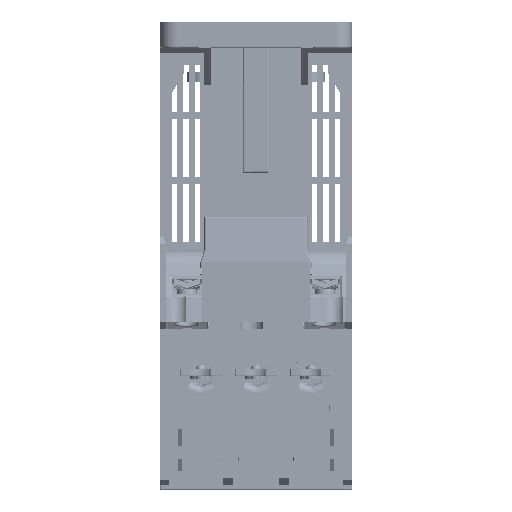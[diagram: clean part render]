
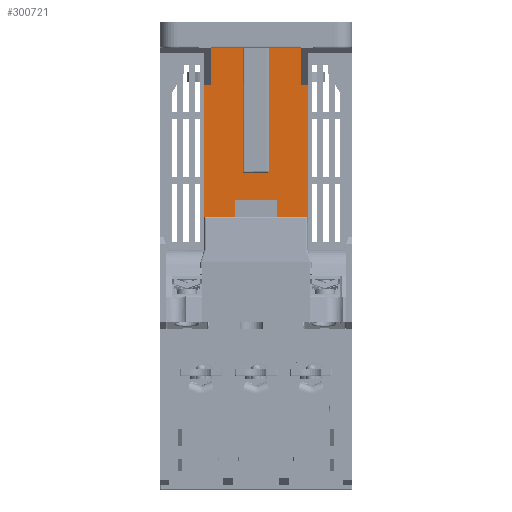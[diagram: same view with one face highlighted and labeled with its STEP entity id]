
A CAD part, left-side view. The second image highlights one B-rep face of the part: STEP entity #300721.
In plain terms, the highlighted planar face has unit normal (-1, 0, 0).
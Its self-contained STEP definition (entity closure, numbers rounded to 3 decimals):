
#282431=CARTESIAN_POINT('',(-33.,12.8,69.5));
#282432=VERTEX_POINT('',#282431);
#282439=CARTESIAN_POINT('',(-33.,3.75,69.5));
#282440=VERTEX_POINT('',#282439);
#282441=CARTESIAN_POINT('',(-33.,3.75,69.5));
#282442=DIRECTION('',(0.0,1.0,0.0));
#282443=VECTOR('',#282442,9.05);
#282444=LINE('',#282441,#282443);
#282445=EDGE_CURVE('',#282440,#282432,#282444,.T.);
#282481=CARTESIAN_POINT('',(-33.,-3.75,69.5));
#282482=VERTEX_POINT('',#282481);
#282489=CARTESIAN_POINT('',(-33.,-12.8,69.5));
#282490=VERTEX_POINT('',#282489);
#282491=CARTESIAN_POINT('',(-33.,-12.8,69.5));
#282492=DIRECTION('',(0.0,1.0,0.0));
#282493=VECTOR('',#282492,9.05);
#282494=LINE('',#282491,#282493);
#282495=EDGE_CURVE('',#282490,#282482,#282494,.T.);
#283837=CARTESIAN_POINT('',(-33.,-14.8,59.));
#283838=VERTEX_POINT('',#283837);
#283845=CARTESIAN_POINT('',(-33.,-14.8,21.2));
#283846=VERTEX_POINT('',#283845);
#283847=CARTESIAN_POINT('',(-33.,-14.8,59.));
#283848=DIRECTION('',(0.0,0.0,-1.0));
#283849=VECTOR('',#283848,37.8);
#283850=LINE('',#283847,#283849);
#283851=EDGE_CURVE('',#283838,#283846,#283850,.T.);
#284753=CARTESIAN_POINT('',(-33.,-3.25,33.8));
#284754=VERTEX_POINT('',#284753);
#284755=CARTESIAN_POINT('',(-33.,-3.75,34.3));
#284756=VERTEX_POINT('',#284755);
#284757=CARTESIAN_POINT('',(-33.,-3.25,34.3));
#284758=DIRECTION('',(1.0,0.0,0.0));
#284759=DIRECTION('',(0.0,-0.707,-0.707));
#284760=AXIS2_PLACEMENT_3D('',#284757,#284758,#284759);
#284761=CIRCLE('',#284760,0.5);
#284762=EDGE_CURVE('',#284754,#284756,#284761,.F.);
#284863=CARTESIAN_POINT('',(-33.,-3.75,69.5));
#284864=DIRECTION('',(0.0,0.0,-1.0));
#284865=VECTOR('',#284864,35.2);
#284866=LINE('',#284863,#284865);
#284867=EDGE_CURVE('',#282482,#284756,#284866,.T.);
#284880=CARTESIAN_POINT('',(-33.,3.75,33.8));
#284881=VERTEX_POINT('',#284880);
#284888=CARTESIAN_POINT('',(-33.,-3.25,33.8));
#284889=DIRECTION('',(0.0,1.0,0.0));
#284890=VECTOR('',#284889,7.);
#284891=LINE('',#284888,#284890);
#284892=EDGE_CURVE('',#284754,#284881,#284891,.T.);
#284938=CARTESIAN_POINT('',(-33.,3.75,33.8));
#284939=DIRECTION('',(0.0,0.0,1.0));
#284940=VECTOR('',#284939,35.7);
#284941=LINE('',#284938,#284940);
#284942=EDGE_CURVE('',#284881,#282440,#284941,.T.);
#285062=CARTESIAN_POINT('',(-33.,-5.95,21.2));
#285063=VERTEX_POINT('',#285062);
#285064=CARTESIAN_POINT('',(-33.,-14.8,21.2));
#285065=DIRECTION('',(0.0,1.0,0.0));
#285066=VECTOR('',#285065,8.85);
#285067=LINE('',#285064,#285066);
#285068=EDGE_CURVE('',#283846,#285063,#285067,.T.);
#285086=CARTESIAN_POINT('',(-33.,5.95,21.2));
#285087=VERTEX_POINT('',#285086);
#285094=CARTESIAN_POINT('',(-33.,14.8,21.2));
#285095=VERTEX_POINT('',#285094);
#285096=CARTESIAN_POINT('',(-33.,5.95,21.2));
#285097=DIRECTION('',(0.0,1.0,0.0));
#285098=VECTOR('',#285097,8.85);
#285099=LINE('',#285096,#285098);
#285100=EDGE_CURVE('',#285087,#285095,#285099,.T.);
#300571=CARTESIAN_POINT('',(-33.,5.95,26.));
#300572=VERTEX_POINT('',#300571);
#300579=CARTESIAN_POINT('',(-33.,5.95,21.2));
#300580=DIRECTION('',(0.0,0.0,1.0));
#300581=VECTOR('',#300580,4.8);
#300582=LINE('',#300579,#300581);
#300583=EDGE_CURVE('',#285087,#300572,#300582,.T.);
#300602=CARTESIAN_POINT('',(-33.,-5.95,26.));
#300603=VERTEX_POINT('',#300602);
#300610=CARTESIAN_POINT('',(-33.,5.95,26.));
#300611=DIRECTION('',(0.0,-1.0,0.0));
#300612=VECTOR('',#300611,11.9);
#300613=LINE('',#300610,#300612);
#300614=EDGE_CURVE('',#300572,#300603,#300613,.T.);
#300632=CARTESIAN_POINT('',(-33.,-5.95,26.));
#300633=DIRECTION('',(0.0,0.0,-1.0));
#300634=VECTOR('',#300633,4.8);
#300635=LINE('',#300632,#300634);
#300636=EDGE_CURVE('',#300603,#285063,#300635,.T.);
#300666=CARTESIAN_POINT('',(-33.,14.8,21.2));
#300667=DIRECTION('',(1.0,0.0,0.0));
#300668=DIRECTION('',(0.0,0.0,-1.0));
#300669=AXIS2_PLACEMENT_3D('',#300666,#300667,#300668);
#300670=PLANE('',#300669);
#300671=ORIENTED_EDGE('',*,*,#300614,.T.);
#300672=ORIENTED_EDGE('',*,*,#300636,.T.);
#300673=ORIENTED_EDGE('',*,*,#285068,.F.);
#300674=ORIENTED_EDGE('',*,*,#283851,.F.);
#300675=CARTESIAN_POINT('',(-33.,-12.8,59.));
#300676=VERTEX_POINT('',#300675);
#300677=CARTESIAN_POINT('',(-33.,-14.8,59.));
#300678=DIRECTION('',(0.0,1.0,0.0));
#300679=VECTOR('',#300678,2.0);
#300680=LINE('',#300677,#300679);
#300681=EDGE_CURVE('',#283838,#300676,#300680,.T.);
#300682=ORIENTED_EDGE('',*,*,#300681,.T.);
#300683=CARTESIAN_POINT('',(-33.,-12.8,59.));
#300684=DIRECTION('',(0.0,0.0,1.0));
#300685=VECTOR('',#300684,10.5);
#300686=LINE('',#300683,#300685);
#300687=EDGE_CURVE('',#300676,#282490,#300686,.T.);
#300688=ORIENTED_EDGE('',*,*,#300687,.T.);
#300689=ORIENTED_EDGE('',*,*,#282495,.T.);
#300690=ORIENTED_EDGE('',*,*,#284867,.T.);
#300691=ORIENTED_EDGE('',*,*,#284762,.F.);
#300692=ORIENTED_EDGE('',*,*,#284892,.T.);
#300693=ORIENTED_EDGE('',*,*,#284942,.T.);
#300694=ORIENTED_EDGE('',*,*,#282445,.T.);
#300695=CARTESIAN_POINT('',(-33.,12.8,59.));
#300696=VERTEX_POINT('',#300695);
#300697=CARTESIAN_POINT('',(-33.,12.8,69.5));
#300698=DIRECTION('',(0.0,0.0,-1.0));
#300699=VECTOR('',#300698,10.5);
#300700=LINE('',#300697,#300699);
#300701=EDGE_CURVE('',#282432,#300696,#300700,.T.);
#300702=ORIENTED_EDGE('',*,*,#300701,.T.);
#300703=CARTESIAN_POINT('',(-33.,14.8,59.));
#300704=VERTEX_POINT('',#300703);
#300705=CARTESIAN_POINT('',(-33.,12.8,59.));
#300706=DIRECTION('',(0.0,1.0,0.0));
#300707=VECTOR('',#300706,2.0);
#300708=LINE('',#300705,#300707);
#300709=EDGE_CURVE('',#300696,#300704,#300708,.T.);
#300710=ORIENTED_EDGE('',*,*,#300709,.T.);
#300711=CARTESIAN_POINT('',(-33.,14.8,21.2));
#300712=DIRECTION('',(0.0,0.0,1.0));
#300713=VECTOR('',#300712,37.8);
#300714=LINE('',#300711,#300713);
#300715=EDGE_CURVE('',#285095,#300704,#300714,.T.);
#300716=ORIENTED_EDGE('',*,*,#300715,.F.);
#300717=ORIENTED_EDGE('',*,*,#285100,.F.);
#300718=ORIENTED_EDGE('',*,*,#300583,.T.);
#300719=EDGE_LOOP('',(#300671,#300672,#300673,#300674,#300682,#300688,#300689,#300690,#300691,#300692,#300693,#300694,#300702,#300710,#300716,#300717,#300718));
#300720=FACE_OUTER_BOUND('',#300719,.T.);
#300721=ADVANCED_FACE('',(#300720),#300670,.F.);
